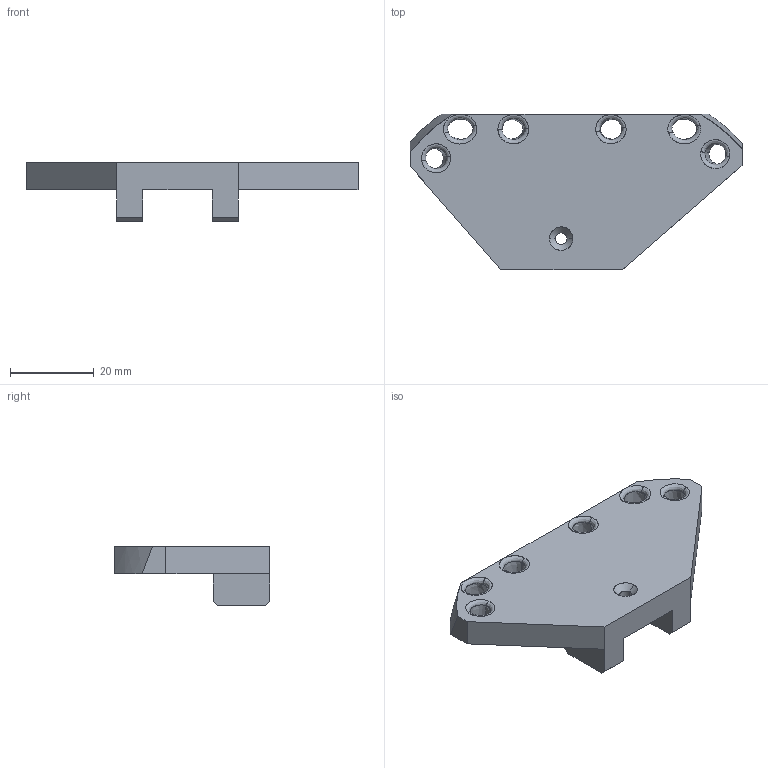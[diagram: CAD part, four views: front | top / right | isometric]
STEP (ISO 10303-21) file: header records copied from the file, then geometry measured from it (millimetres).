
FILE_DESCRIPTION ((), '1');
FILE_NAME ('Forearm_R_RobCableFrontV1.stp', '2013-09-29T10:11:14', ('Unknown'), ('Unknown'), 'Anar', 'Spacymen', '');
FILE_SCHEMA (('CONFIG_CONTROL_DESIGN'));
Products named in the file (1): product-name
Bounding box: 79.27 x 37.14 x 13.98 mm (x, y, z)
Surface area: 6712 mm2 (no closed solid volume)
Topology: 0 solids, 0 shells, 62 faces, 352 edges, 352 vertices
Faces by surface type: bspline 62
Entity records: 33678 total; most frequent: CARTESIAN_POINT 32382, SURFACE_CURVE 352, COMPOSITE_CURVE_SEGMENT 352, B_SPLINE_CURVE_WITH_KNOTS 328, BOUNDARY_CURVE 76, CURVE_BOUNDED_SURFACE 62, B_SPLINE_SURFACE_WITH_KNOTS 34, PERSON 8
